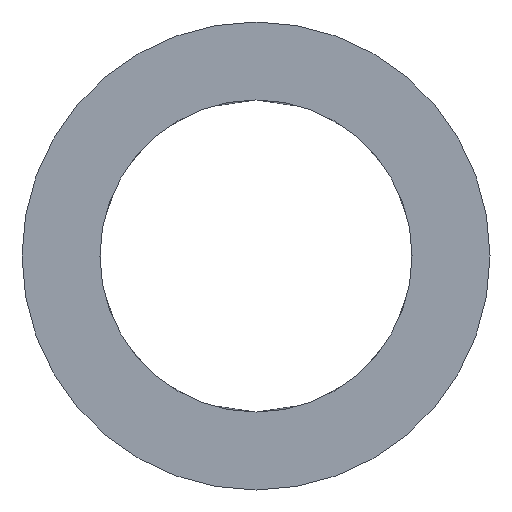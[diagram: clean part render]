
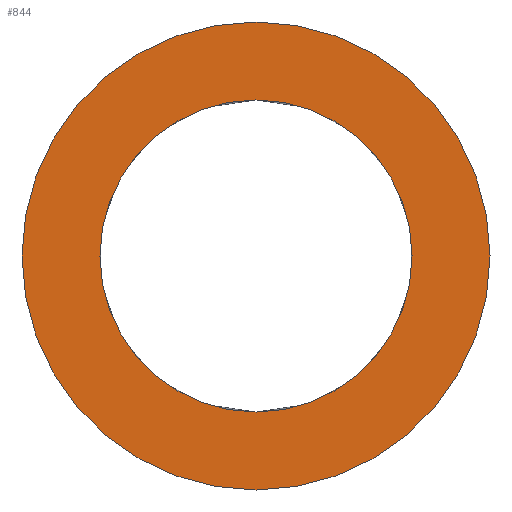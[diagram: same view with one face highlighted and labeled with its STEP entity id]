
A CAD part, left-side view. The second image highlights one B-rep face of the part: STEP entity #844.
In plain terms, the highlighted planar face has unit normal (-1, 0, 0).
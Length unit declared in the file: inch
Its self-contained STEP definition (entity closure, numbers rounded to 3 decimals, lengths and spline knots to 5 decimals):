
#69 = AXIS2_PLACEMENT_3D ( 'NONE', #1586, #1579, #1568 ) ;
#135 = AXIS2_PLACEMENT_3D ( 'NONE', #2470, #2457, #2446 ) ;
#148 = CARTESIAN_POINT ( 'NONE',  ( -0.12253, 0.02962, 0.15 ) ) ;
#157 = CIRCLE ( 'NONE', #69, 0.15 ) ;
#159 = VERTEX_POINT ( 'NONE', #1159 ) ;
#183 = ORIENTED_EDGE ( 'NONE', *, *, #1774, .F. ) ;
#244 = AXIS2_PLACEMENT_3D ( 'NONE', #975, #1022, #1089 ) ;
#300 = CIRCLE ( 'NONE', #244, 0.1 ) ;
#366 = VERTEX_POINT ( 'NONE', #148 ) ;
#459 = AXIS2_PLACEMENT_3D ( 'NONE', #1153, #1146, #1208 ) ;
#654 = CARTESIAN_POINT ( 'NONE',  ( -0.12253, 0.02962, -0.15 ) ) ;
#773 = ORIENTED_EDGE ( 'NONE', *, *, #1402, .T. ) ;
#796 = VERTEX_POINT ( 'NONE', #829 ) ;
#829 = CARTESIAN_POINT ( 'NONE',  ( -0.12253, 0.02962, 0.1 ) ) ;
#844 = ADVANCED_FACE ( 'NONE', ( #1427, #1606 ), #1196, .T. ) ;
#975 = CARTESIAN_POINT ( 'NONE',  ( -0.12253, 0.02962, 0. ) ) ;
#1022 = DIRECTION ( 'NONE',  ( 1., 0., 0. ) ) ;
#1089 = DIRECTION ( 'NONE',  ( 0., 0., -1. ) ) ;
#1129 = DIRECTION ( 'NONE',  ( 0., 0., -1. ) ) ;
#1140 = DIRECTION ( 'NONE',  ( 1., 0., 0. ) ) ;
#1144 = CARTESIAN_POINT ( 'NONE',  ( -0.12253, 0.02962, 0. ) ) ;
#1146 = DIRECTION ( 'NONE',  ( -1., 0., 0. ) ) ;
#1153 = CARTESIAN_POINT ( 'NONE',  ( -0.12253, 0.12962, 0. ) ) ;
#1159 = CARTESIAN_POINT ( 'NONE',  ( -0.12253, 0.02962, -0.1 ) ) ;
#1196 = PLANE ( 'NONE',  #459 ) ;
#1208 = DIRECTION ( 'NONE',  ( 0., 0., 1. ) ) ;
#1222 = EDGE_LOOP ( 'NONE', ( #2275, #773 ) ) ;
#1312 = CIRCLE ( 'NONE', #1768, 0.1 ) ;
#1402 = EDGE_CURVE ( 'NONE', #796, #159, #300, .T. ) ;
#1427 = FACE_BOUND ( 'NONE', #1222, .T. ) ;
#1568 = DIRECTION ( 'NONE',  ( 0., 0., -1. ) ) ;
#1579 = DIRECTION ( 'NONE',  ( 1., 0., 0. ) ) ;
#1586 = CARTESIAN_POINT ( 'NONE',  ( -0.12253, 0.02962, 0. ) ) ;
#1606 = FACE_OUTER_BOUND ( 'NONE', #2290, .T. ) ;
#1622 = EDGE_CURVE ( 'NONE', #2004, #366, #2128, .T. ) ;
#1768 = AXIS2_PLACEMENT_3D ( 'NONE', #1144, #1140, #1129 ) ;
#1774 = EDGE_CURVE ( 'NONE', #366, #2004, #157, .T. ) ;
#2004 = VERTEX_POINT ( 'NONE', #654 ) ;
#2128 = CIRCLE ( 'NONE', #135, 0.15 ) ;
#2275 = ORIENTED_EDGE ( 'NONE', *, *, #2517, .T. ) ;
#2290 = EDGE_LOOP ( 'NONE', ( #2649, #183 ) ) ;
#2446 = DIRECTION ( 'NONE',  ( 0., 0., -1. ) ) ;
#2457 = DIRECTION ( 'NONE',  ( 1., 0., 0. ) ) ;
#2470 = CARTESIAN_POINT ( 'NONE',  ( -0.12253, 0.02962, 0. ) ) ;
#2517 = EDGE_CURVE ( 'NONE', #159, #796, #1312, .T. ) ;
#2649 = ORIENTED_EDGE ( 'NONE', *, *, #1622, .F. ) ;
